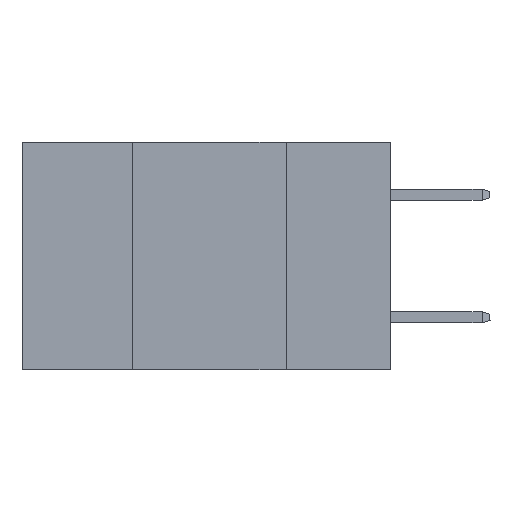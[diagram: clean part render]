
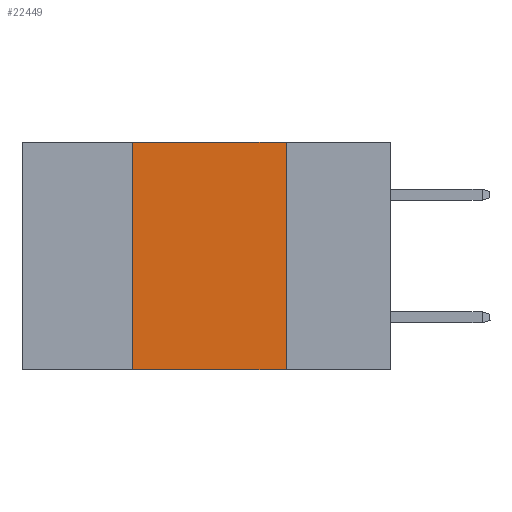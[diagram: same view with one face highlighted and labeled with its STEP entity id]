
A CAD part, left-side view. The second image highlights one B-rep face of the part: STEP entity #22449.
In plain terms, the highlighted planar face has unit normal (-1, 0, 0).
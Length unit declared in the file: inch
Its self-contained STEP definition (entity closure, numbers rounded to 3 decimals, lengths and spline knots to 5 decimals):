
#501 = VERTEX_POINT ( 'NONE', #15625 ) ;
#621 = LINE ( 'NONE', #4569, #12929 ) ;
#2390 = CARTESIAN_POINT ( 'NONE',  ( 0., 0.6, -0.37 ) ) ;
#3506 = AXIS2_PLACEMENT_3D ( 'NONE', #11786, #4937, #16976 ) ;
#4307 = LINE ( 'NONE', #11625, #7564 ) ;
#4385 = FACE_OUTER_BOUND ( 'NONE', #22225, .T. ) ;
#4428 = EDGE_CURVE ( 'NONE', #501, #10079, #4307, .T. ) ;
#4569 = CARTESIAN_POINT ( 'NONE',  ( 0., 0.42, 0. ) ) ;
#4652 = VERTEX_POINT ( 'NONE', #14593 ) ;
#4937 = DIRECTION ( 'NONE',  ( 1., 0., 0. ) ) ;
#5743 = CARTESIAN_POINT ( 'NONE',  ( 0., 0.42, -0.37 ) ) ;
#6024 = VERTEX_POINT ( 'NONE', #5743 ) ;
#7564 = VECTOR ( 'NONE', #16811, 39.37008 ) ;
#9523 = ORIENTED_EDGE ( 'NONE', *, *, #14179, .F. ) ;
#10079 = VERTEX_POINT ( 'NONE', #20341 ) ;
#11625 = CARTESIAN_POINT ( 'NONE',  ( 0., 0.17, 0. ) ) ;
#11786 = CARTESIAN_POINT ( 'NONE',  ( 0., 0.6, 0. ) ) ;
#11941 = PLANE ( 'NONE',  #3506 ) ;
#12929 = VECTOR ( 'NONE', #20769, 39.37008 ) ;
#13881 = LINE ( 'NONE', #15821, #20825 ) ;
#14179 = EDGE_CURVE ( 'NONE', #4652, #501, #13881, .T. ) ;
#14593 = CARTESIAN_POINT ( 'NONE',  ( 0., 0.42, 0. ) ) ;
#15625 = CARTESIAN_POINT ( 'NONE',  ( 0., 0.17, 0. ) ) ;
#15821 = CARTESIAN_POINT ( 'NONE',  ( 0., 0.6, 0. ) ) ;
#15858 = ORIENTED_EDGE ( 'NONE', *, *, #4428, .F. ) ;
#16811 = DIRECTION ( 'NONE',  ( 0., 0., -1. ) ) ;
#16976 = DIRECTION ( 'NONE',  ( 0., 0., -1. ) ) ;
#16991 = EDGE_CURVE ( 'NONE', #6024, #4652, #621, .T. ) ;
#19985 = ORIENTED_EDGE ( 'NONE', *, *, #16991, .F. ) ;
#20341 = CARTESIAN_POINT ( 'NONE',  ( 0., 0.17, -0.37 ) ) ;
#20700 = VECTOR ( 'NONE', #21943, 39.37008 ) ;
#20769 = DIRECTION ( 'NONE',  ( 0., 0., 1. ) ) ;
#20825 = VECTOR ( 'NONE', #21502, 39.37008 ) ;
#21502 = DIRECTION ( 'NONE',  ( 0., -1., 0. ) ) ;
#21742 = EDGE_CURVE ( 'NONE', #6024, #10079, #22612, .T. ) ;
#21943 = DIRECTION ( 'NONE',  ( 0., -1., 0. ) ) ;
#22220 = ORIENTED_EDGE ( 'NONE', *, *, #21742, .T. ) ;
#22225 = EDGE_LOOP ( 'NONE', ( #15858, #9523, #19985, #22220 ) ) ;
#22449 = ADVANCED_FACE ( 'NONE', ( #4385 ), #11941, .F. ) ;
#22612 = LINE ( 'NONE', #2390, #20700 ) ;
